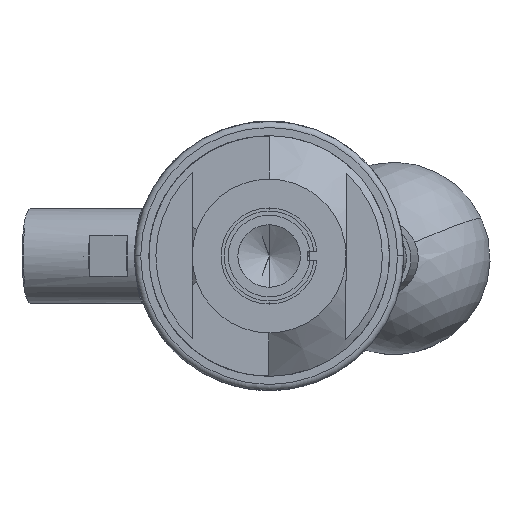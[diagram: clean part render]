
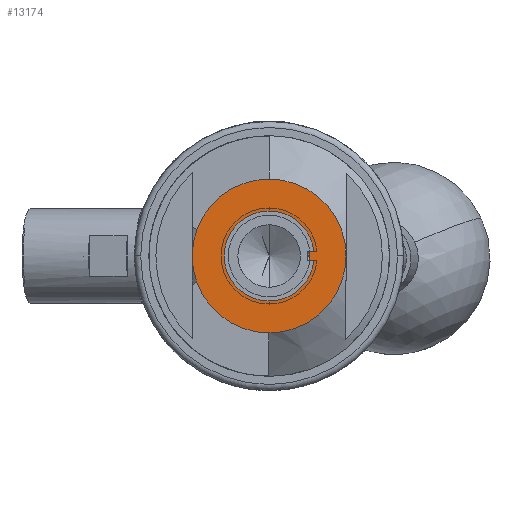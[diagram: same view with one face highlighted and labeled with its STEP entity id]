
A CAD part, left-side view. The second image highlights one B-rep face of the part: STEP entity #13174.
In plain terms, the highlighted planar face has unit normal (-1, 0, 0).
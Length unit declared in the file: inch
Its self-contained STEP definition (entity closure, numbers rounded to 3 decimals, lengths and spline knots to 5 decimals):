
#202 = CIRCLE ( 'NONE', #6694, 0.5 ) ;
#427 = DIRECTION ( 'NONE',  ( -1., 0., 0. ) ) ;
#458 = ORIENTED_EDGE ( 'NONE', *, *, #12650, .T. ) ;
#539 = EDGE_LOOP ( 'NONE', ( #15463, #10094 ) ) ;
#780 = DIRECTION ( 'NONE',  ( -1., 0., 0. ) ) ;
#1317 = AXIS2_PLACEMENT_3D ( 'NONE', #11163, #427, #11253 ) ;
#1514 = CIRCLE ( 'NONE', #14065, 0.5 ) ;
#1764 = DIRECTION ( 'NONE',  ( 0., -0.002, 1. ) ) ;
#2050 = DIRECTION ( 'NONE',  ( -1., 0., 0. ) ) ;
#2588 = FACE_OUTER_BOUND ( 'NONE', #5208, .T. ) ;
#2797 = DIRECTION ( 'NONE',  ( -1., 0., 0. ) ) ;
#2874 = DIRECTION ( 'NONE',  ( 0., -0.002, 1. ) ) ;
#3403 = VERTEX_POINT ( 'NONE', #5235 ) ;
#3585 = EDGE_CURVE ( 'NONE', #3994, #14481, #1514, .T. ) ;
#3830 = DIRECTION ( 'NONE',  ( 0., -0.002, 1. ) ) ;
#3994 = VERTEX_POINT ( 'NONE', #14948 ) ;
#4030 = ORIENTED_EDGE ( 'NONE', *, *, #4525, .T. ) ;
#4525 = EDGE_CURVE ( 'NONE', #14473, #7810, #10761, .T. ) ;
#4996 = DIRECTION ( 'NONE',  ( -1., 0., 0. ) ) ;
#5208 = EDGE_LOOP ( 'NONE', ( #4030, #13610, #5697, #458 ) ) ;
#5235 = CARTESIAN_POINT ( 'NONE',  ( -5.745, -0.0006, 0.2656 ) ) ;
#5251 = CARTESIAN_POINT ( 'NONE',  ( -5.745, 0., 0. ) ) ;
#5697 = ORIENTED_EDGE ( 'NONE', *, *, #3585, .T. ) ;
#5777 = DIRECTION ( 'NONE',  ( 0., -0.002, 1. ) ) ;
#6135 = CARTESIAN_POINT ( 'NONE',  ( -5.745, -0.5, -0.00113 ) ) ;
#6694 = AXIS2_PLACEMENT_3D ( 'NONE', #5251, #13234, #3830 ) ;
#7440 = AXIS2_PLACEMENT_3D ( 'NONE', #11183, #9040, #1764 ) ;
#7485 = AXIS2_PLACEMENT_3D ( 'NONE', #13562, #2797, #2874 ) ;
#7810 = VERTEX_POINT ( 'NONE', #11561 ) ;
#7956 = CIRCLE ( 'NONE', #7485, 0.2656 ) ;
#8527 = FACE_BOUND ( 'NONE', #539, .T. ) ;
#8690 = PLANE ( 'NONE',  #14141 ) ;
#9040 = DIRECTION ( 'NONE',  ( -1., 0., 0. ) ) ;
#9133 = VERTEX_POINT ( 'NONE', #12288 ) ;
#10094 = ORIENTED_EDGE ( 'NONE', *, *, #15193, .F. ) ;
#10289 = EDGE_CURVE ( 'NONE', #3403, #9133, #14937, .T. ) ;
#10761 = CIRCLE ( 'NONE', #7440, 0.5 ) ;
#10865 = CARTESIAN_POINT ( 'NONE',  ( -5.745, 0., 0. ) ) ;
#11163 = CARTESIAN_POINT ( 'NONE',  ( -5.745, 0., 0. ) ) ;
#11183 = CARTESIAN_POINT ( 'NONE',  ( -5.745, 0., 0. ) ) ;
#11253 = DIRECTION ( 'NONE',  ( 0., -0.002, 1. ) ) ;
#11347 = CIRCLE ( 'NONE', #1317, 0.5 ) ;
#11475 = CARTESIAN_POINT ( 'NONE',  ( -5.745, -0.5, -0.00113 ) ) ;
#11516 = CARTESIAN_POINT ( 'NONE',  ( -5.745, 0., 0. ) ) ;
#11561 = CARTESIAN_POINT ( 'NONE',  ( -5.745, -0.00113, 0.5 ) ) ;
#12288 = CARTESIAN_POINT ( 'NONE',  ( -5.745, 0.0006, -0.2656 ) ) ;
#12650 = EDGE_CURVE ( 'NONE', #14481, #14473, #11347, .T. ) ;
#12986 = DIRECTION ( 'NONE',  ( 0., -0.002, 1. ) ) ;
#13133 = AXIS2_PLACEMENT_3D ( 'NONE', #10865, #4996, #12986 ) ;
#13174 = ADVANCED_FACE ( 'NONE', ( #8527, #2588 ), #8690, .T. ) ;
#13191 = CARTESIAN_POINT ( 'NONE',  ( -5.745, 0.00113, -0.5 ) ) ;
#13234 = DIRECTION ( 'NONE',  ( -1., 0., 0. ) ) ;
#13562 = CARTESIAN_POINT ( 'NONE',  ( -5.745, 0., 0. ) ) ;
#13610 = ORIENTED_EDGE ( 'NONE', *, *, #14162, .T. ) ;
#14065 = AXIS2_PLACEMENT_3D ( 'NONE', #11516, #780, #5777 ) ;
#14141 = AXIS2_PLACEMENT_3D ( 'NONE', #11475, #2050, #14945 ) ;
#14162 = EDGE_CURVE ( 'NONE', #7810, #3994, #202, .T. ) ;
#14473 = VERTEX_POINT ( 'NONE', #6135 ) ;
#14481 = VERTEX_POINT ( 'NONE', #13191 ) ;
#14937 = CIRCLE ( 'NONE', #13133, 0.2656 ) ;
#14945 = DIRECTION ( 'NONE',  ( 0., -0.002, 1. ) ) ;
#14948 = CARTESIAN_POINT ( 'NONE',  ( -5.745, 0.5, 0.00113 ) ) ;
#15193 = EDGE_CURVE ( 'NONE', #9133, #3403, #7956, .T. ) ;
#15463 = ORIENTED_EDGE ( 'NONE', *, *, #10289, .F. ) ;
